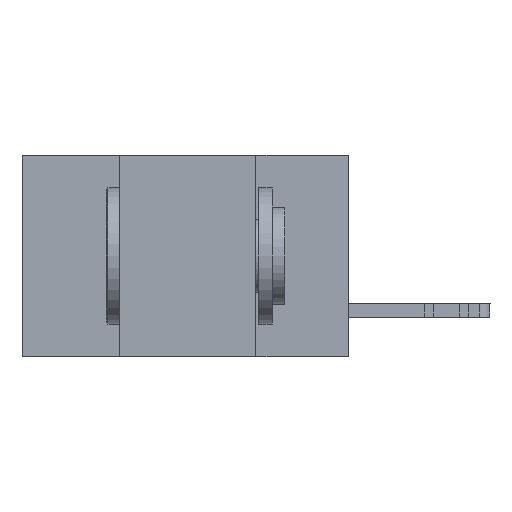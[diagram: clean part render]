
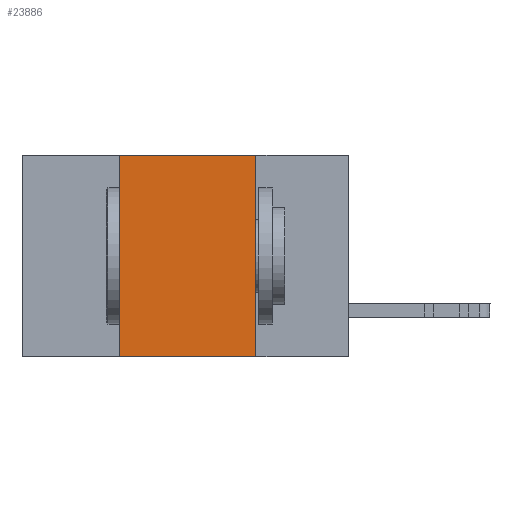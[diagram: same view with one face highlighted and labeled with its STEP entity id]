
A CAD part, left-side view. The second image highlights one B-rep face of the part: STEP entity #23886.
In plain terms, the highlighted planar face has unit normal (-1, 0, 0).
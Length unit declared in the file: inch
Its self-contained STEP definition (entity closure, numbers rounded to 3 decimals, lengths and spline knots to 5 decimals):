
#385 = VERTEX_POINT ( 'NONE', #751 ) ;
#581 = DIRECTION ( 'NONE',  ( 0., -1., 0. ) ) ;
#590 = EDGE_CURVE ( 'NONE', #6691, #8108, #18917, .T. ) ;
#751 = CARTESIAN_POINT ( 'NONE',  ( 0., 0.42, 0. ) ) ;
#2651 = CARTESIAN_POINT ( 'NONE',  ( 0., 0.6, -0.37 ) ) ;
#3060 = CARTESIAN_POINT ( 'NONE',  ( 0., 0.42, -0.37 ) ) ;
#3245 = AXIS2_PLACEMENT_3D ( 'NONE', #15059, #13139, #16737 ) ;
#4257 = ORIENTED_EDGE ( 'NONE', *, *, #590, .F. ) ;
#4340 = LINE ( 'NONE', #2651, #11189 ) ;
#5664 = LINE ( 'NONE', #13121, #14559 ) ;
#6691 = VERTEX_POINT ( 'NONE', #20293 ) ;
#7169 = EDGE_LOOP ( 'NONE', ( #4257, #14434, #18331, #11657 ) ) ;
#7831 = LINE ( 'NONE', #21465, #14171 ) ;
#8108 = VERTEX_POINT ( 'NONE', #22361 ) ;
#9147 = DIRECTION ( 'NONE',  ( 0., -1., 0. ) ) ;
#11189 = VECTOR ( 'NONE', #581, 39.37008 ) ;
#11325 = EDGE_CURVE ( 'NONE', #15485, #8108, #4340, .T. ) ;
#11657 = ORIENTED_EDGE ( 'NONE', *, *, #11325, .T. ) ;
#13121 = CARTESIAN_POINT ( 'NONE',  ( 0., 0.6, 0. ) ) ;
#13139 = DIRECTION ( 'NONE',  ( 1., 0., 0. ) ) ;
#14171 = VECTOR ( 'NONE', #25311, 39.37008 ) ;
#14434 = ORIENTED_EDGE ( 'NONE', *, *, #16787, .F. ) ;
#14559 = VECTOR ( 'NONE', #9147, 39.37008 ) ;
#15059 = CARTESIAN_POINT ( 'NONE',  ( 0., 0.6, 0. ) ) ;
#15425 = VECTOR ( 'NONE', #16857, 39.37008 ) ;
#15485 = VERTEX_POINT ( 'NONE', #3060 ) ;
#16737 = DIRECTION ( 'NONE',  ( 0., 0., -1. ) ) ;
#16787 = EDGE_CURVE ( 'NONE', #385, #6691, #5664, .T. ) ;
#16857 = DIRECTION ( 'NONE',  ( 0., 0., -1. ) ) ;
#17418 = EDGE_CURVE ( 'NONE', #15485, #385, #7831, .T. ) ;
#18331 = ORIENTED_EDGE ( 'NONE', *, *, #17418, .F. ) ;
#18544 = FACE_OUTER_BOUND ( 'NONE', #7169, .T. ) ;
#18666 = PLANE ( 'NONE',  #3245 ) ;
#18917 = LINE ( 'NONE', #24951, #15425 ) ;
#20293 = CARTESIAN_POINT ( 'NONE',  ( 0., 0.17, 0. ) ) ;
#21465 = CARTESIAN_POINT ( 'NONE',  ( 0., 0.42, -0.37 ) ) ;
#22361 = CARTESIAN_POINT ( 'NONE',  ( 0., 0.17, -0.37 ) ) ;
#23886 = ADVANCED_FACE ( 'NONE', ( #18544 ), #18666, .F. ) ;
#24951 = CARTESIAN_POINT ( 'NONE',  ( 0., 0.17, -0.37 ) ) ;
#25311 = DIRECTION ( 'NONE',  ( 0., 0., 1. ) ) ;
